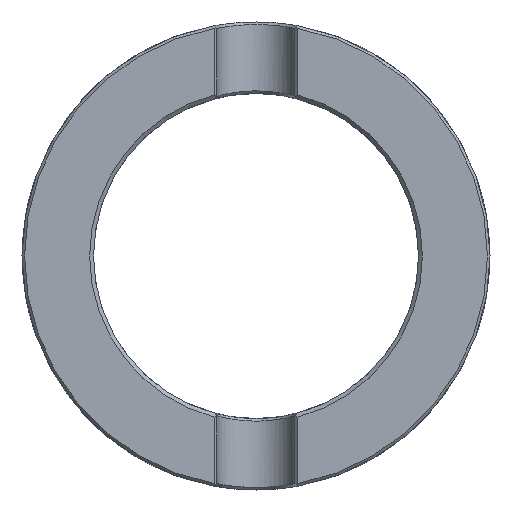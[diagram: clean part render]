
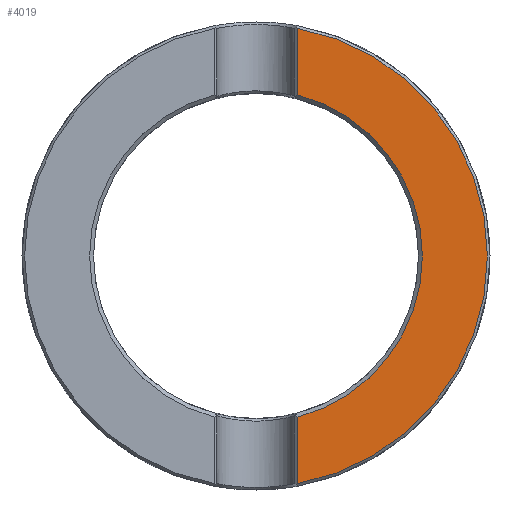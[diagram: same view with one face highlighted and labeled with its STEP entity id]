
A CAD part, front view. The second image highlights one B-rep face of the part: STEP entity #4019.
In plain terms, the highlighted planar face has unit normal (0, -1, 0).
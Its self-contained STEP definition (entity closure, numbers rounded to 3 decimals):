
#25 = DIRECTION ( 'NONE',  ( 0., 0., -1. ) ) ;
#31 = DIRECTION ( 'NONE',  ( 0., -1., 0. ) ) ;
#34 = CIRCLE ( 'NONE', #1566, 17.8 ) ;
#60 = CARTESIAN_POINT ( 'NONE',  ( 18., 0., 0. ) ) ;
#75 = PLANE ( 'NONE',  #2047 ) ;
#440 = CARTESIAN_POINT ( 'NONE',  ( 3.2, 0., 12.394 ) ) ;
#780 = VERTEX_POINT ( 'NONE', #440 ) ;
#791 = LINE ( 'NONE', #4070, #3800 ) ;
#970 = LINE ( 'NONE', #4005, #2522 ) ;
#1093 = ORIENTED_EDGE ( 'NONE', *, *, #2444, .T. ) ;
#1251 = CARTESIAN_POINT ( 'NONE',  ( 3.2, 0., 17.51 ) ) ;
#1400 = FACE_OUTER_BOUND ( 'NONE', #2163, .T. ) ;
#1461 = EDGE_CURVE ( 'NONE', #1640, #2652, #34, .T. ) ;
#1518 = VERTEX_POINT ( 'NONE', #2173 ) ;
#1566 = AXIS2_PLACEMENT_3D ( 'NONE', #3933, #2271, #2922 ) ;
#1640 = VERTEX_POINT ( 'NONE', #2938 ) ;
#1723 = AXIS2_PLACEMENT_3D ( 'NONE', #4144, #3968, #3305 ) ;
#2047 = AXIS2_PLACEMENT_3D ( 'NONE', #60, #31, #25 ) ;
#2163 = EDGE_LOOP ( 'NONE', ( #2923, #2218, #1093, #3517 ) ) ;
#2173 = CARTESIAN_POINT ( 'NONE',  ( 3.2, 0., -12.394 ) ) ;
#2218 = ORIENTED_EDGE ( 'NONE', *, *, #2448, .T. ) ;
#2271 = DIRECTION ( 'NONE',  ( 0., -1., 0. ) ) ;
#2437 = EDGE_CURVE ( 'NONE', #1518, #1640, #970, .T. ) ;
#2444 = EDGE_CURVE ( 'NONE', #780, #1518, #3365, .T. ) ;
#2448 = EDGE_CURVE ( 'NONE', #2652, #780, #791, .T. ) ;
#2522 = VECTOR ( 'NONE', #4027, 1000. ) ;
#2652 = VERTEX_POINT ( 'NONE', #1251 ) ;
#2922 = DIRECTION ( 'NONE',  ( 0., 0., -1. ) ) ;
#2923 = ORIENTED_EDGE ( 'NONE', *, *, #1461, .T. ) ;
#2938 = CARTESIAN_POINT ( 'NONE',  ( 3.2, 0., -17.51 ) ) ;
#3305 = DIRECTION ( 'NONE',  ( 0., 0., -1. ) ) ;
#3365 = CIRCLE ( 'NONE', #1723, 12.8 ) ;
#3458 = DIRECTION ( 'NONE',  ( 0., 0., -1. ) ) ;
#3517 = ORIENTED_EDGE ( 'NONE', *, *, #2437, .T. ) ;
#3800 = VECTOR ( 'NONE', #3458, 1000. ) ;
#3933 = CARTESIAN_POINT ( 'NONE',  ( 0., 0., 0. ) ) ;
#3968 = DIRECTION ( 'NONE',  ( 0., 1., 0. ) ) ;
#4005 = CARTESIAN_POINT ( 'NONE',  ( 3.2, 0., -17.545 ) ) ;
#4019 = ADVANCED_FACE ( 'NONE', ( #1400 ), #75, .T. ) ;
#4027 = DIRECTION ( 'NONE',  ( 0., 0., -1. ) ) ;
#4070 = CARTESIAN_POINT ( 'NONE',  ( 3.2, 0., 12.443 ) ) ;
#4144 = CARTESIAN_POINT ( 'NONE',  ( 0., 0., 0. ) ) ;
